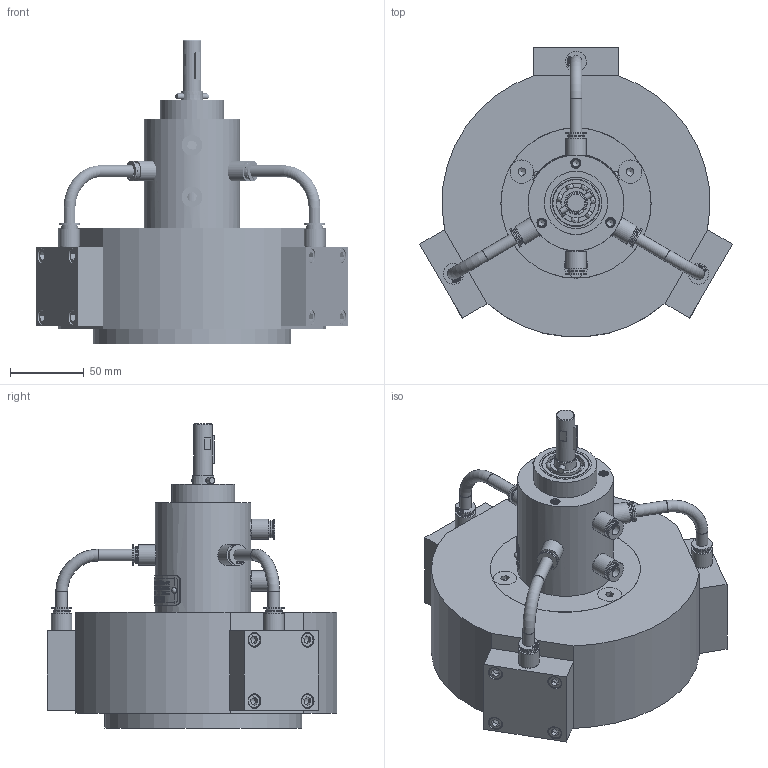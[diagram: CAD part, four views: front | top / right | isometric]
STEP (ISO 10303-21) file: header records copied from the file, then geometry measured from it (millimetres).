
FILE_DESCRIPTION(/* description */ (''),/* implementation_level */ '2;1');
FILE_NAME(/* name */ '910.35.A.stp',/* time_stamp */ '2024-04-22T12:32:01+01:00',/* author */ ('michael.drake'),/* organization */ (''),/* preprocessor_version */ 'ST-DEVELOPER v20',/* originating_system */ 'Autodesk Inventor 2024',/* authorisation */ '');
FILE_SCHEMA (('AUTOMOTIVE_DESIGN { 1 0 10303 214 3 1 1 }'));
Products named in the file (1): Part1
Bounding box: 212.42 x 196.65 x 206.55 mm (x, y, z)
Volume: 2135446.8 mm3; surface area: 425381.8 mm2
Topology: 86 solids, 86 shells, 2979 faces, 7586 edges, 4991 vertices
Faces by surface type: plane 1332, bspline 863, cylinder 524, cone 134, torus 104, sphere 22
Full cylindrical faces by diameter (mm): 2 x4, 2.4 x2, 4 x2, 4.134 x1, 4.835 x18, 4.917 x12, 5.1 x6, 6 x16, 6.3 x3, 6.5 x8, 6.647 x7, 7 x49, 7.5 x6, 8 x17, 8.4 x1, 8.5 x6, 8.566 x1, 9 x1, 10 x24, 10.4 x8, 11.24 x6, 11.4 x16, 11.445 x8, 11.63 x1, 12 x2, 12.7 x1, 13.157 x8, 14 x16, 15 x6, 15.88 x2
Entity records: 118500 total; most frequent: CARTESIAN_POINT 48609, ORIENTED_EDGE 15010, DIRECTION 11210, EDGE_CURVE 7505, VERTEX_POINT 5011, AXIS2_PLACEMENT_3D 3779, LINE 3652, VECTOR 3652
